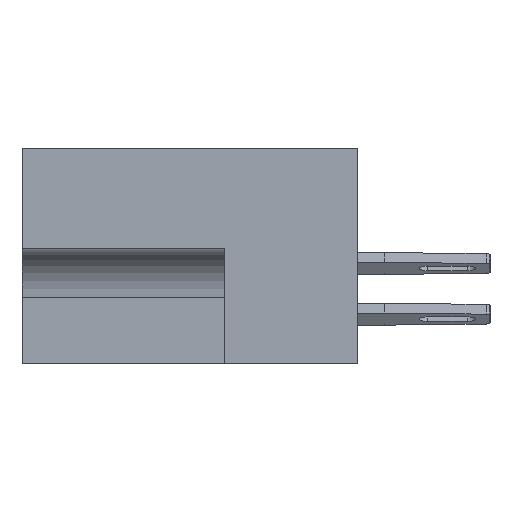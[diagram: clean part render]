
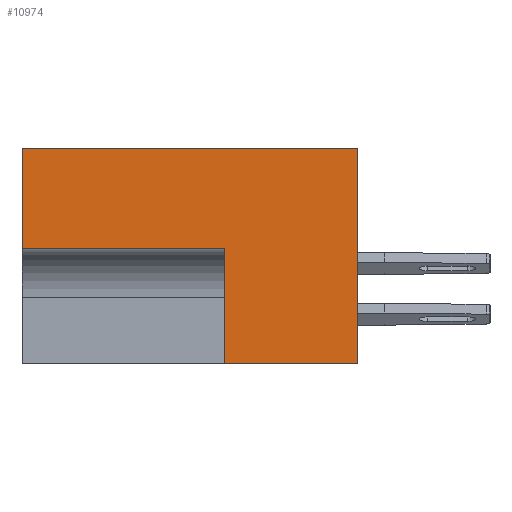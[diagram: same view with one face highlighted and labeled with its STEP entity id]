
A CAD part, left-side view. The second image highlights one B-rep face of the part: STEP entity #10974.
In plain terms, the highlighted planar face has unit normal (-1, 0, 0).
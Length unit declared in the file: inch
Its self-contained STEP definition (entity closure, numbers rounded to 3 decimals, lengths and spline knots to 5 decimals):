
#801 = ORIENTED_EDGE ( 'NONE', *, *, #10808, .F. ) ;
#865 = DIRECTION ( 'NONE',  ( 0., -1., 0. ) ) ;
#1648 = CARTESIAN_POINT ( 'NONE',  ( 0., 0., 0. ) ) ;
#1852 = CARTESIAN_POINT ( 'NONE',  ( 0., 0., -0.531 ) ) ;
#1967 = ORIENTED_EDGE ( 'NONE', *, *, #11155, .F. ) ;
#2378 = VERTEX_POINT ( 'NONE', #9557 ) ;
#2901 = EDGE_LOOP ( 'NONE', ( #801, #9975, #1967, #7173, #6704, #4244 ) ) ;
#3140 = EDGE_CURVE ( 'NONE', #14947, #10403, #9305, .T. ) ;
#3269 = EDGE_CURVE ( 'NONE', #5382, #13834, #11678, .T. ) ;
#3287 = CARTESIAN_POINT ( 'NONE',  ( 0., 0.453, 0. ) ) ;
#4244 = ORIENTED_EDGE ( 'NONE', *, *, #3269, .F. ) ;
#4306 = LINE ( 'NONE', #1648, #13108 ) ;
#4837 = EDGE_CURVE ( 'NONE', #6021, #2378, #13165, .T. ) ;
#5017 = VECTOR ( 'NONE', #10345, 39.37008 ) ;
#5206 = AXIS2_PLACEMENT_3D ( 'NONE', #3287, #14700, #13231 ) ;
#5215 = LINE ( 'NONE', #9974, #14401 ) ;
#5244 = DIRECTION ( 'NONE',  ( 0., 0., 1. ) ) ;
#5382 = VERTEX_POINT ( 'NONE', #6971 ) ;
#5507 = CARTESIAN_POINT ( 'NONE',  ( 0., 0., 0. ) ) ;
#6021 = VERTEX_POINT ( 'NONE', #14286 ) ;
#6704 = ORIENTED_EDGE ( 'NONE', *, *, #8323, .T. ) ;
#6971 = CARTESIAN_POINT ( 'NONE',  ( 0., 0.828, 0. ) ) ;
#7137 = PLANE ( 'NONE',  #5206 ) ;
#7173 = ORIENTED_EDGE ( 'NONE', *, *, #3140, .T. ) ;
#8158 = VECTOR ( 'NONE', #9790, 39.37008 ) ;
#8237 = CARTESIAN_POINT ( 'NONE',  ( 0., 0.328, -0.248 ) ) ;
#8323 = EDGE_CURVE ( 'NONE', #10403, #13834, #4306, .T. ) ;
#8947 = FACE_OUTER_BOUND ( 'NONE', #2901, .T. ) ;
#9305 = LINE ( 'NONE', #10964, #14992 ) ;
#9557 = CARTESIAN_POINT ( 'NONE',  ( 0., 0.828, -0.248 ) ) ;
#9790 = DIRECTION ( 'NONE',  ( 0., 0., 1. ) ) ;
#9974 = CARTESIAN_POINT ( 'NONE',  ( 0., 0.828, 0. ) ) ;
#9975 = ORIENTED_EDGE ( 'NONE', *, *, #4837, .F. ) ;
#10345 = DIRECTION ( 'NONE',  ( 0., -1., 0. ) ) ;
#10403 = VERTEX_POINT ( 'NONE', #1852 ) ;
#10499 = LINE ( 'NONE', #16015, #8158 ) ;
#10808 = EDGE_CURVE ( 'NONE', #2378, #5382, #5215, .T. ) ;
#10964 = CARTESIAN_POINT ( 'NONE',  ( 0., 0.453, -0.531 ) ) ;
#10974 = ADVANCED_FACE ( 'NONE', ( #8947 ), #7137, .F. ) ;
#11155 = EDGE_CURVE ( 'NONE', #14947, #6021, #10499, .T. ) ;
#11569 = DIRECTION ( 'NONE',  ( 0., 0., 1. ) ) ;
#11678 = LINE ( 'NONE', #13577, #5017 ) ;
#12601 = CARTESIAN_POINT ( 'NONE',  ( 0., 0.328, -0.531 ) ) ;
#13108 = VECTOR ( 'NONE', #11569, 39.37008 ) ;
#13165 = LINE ( 'NONE', #8237, #13756 ) ;
#13231 = DIRECTION ( 'NONE',  ( 0., 0., -1. ) ) ;
#13577 = CARTESIAN_POINT ( 'NONE',  ( 0., 0.453, 0. ) ) ;
#13756 = VECTOR ( 'NONE', #15923, 39.37008 ) ;
#13834 = VERTEX_POINT ( 'NONE', #5507 ) ;
#14286 = CARTESIAN_POINT ( 'NONE',  ( 0., 0.328, -0.248 ) ) ;
#14401 = VECTOR ( 'NONE', #5244, 39.37008 ) ;
#14700 = DIRECTION ( 'NONE',  ( 1., 0., 0. ) ) ;
#14947 = VERTEX_POINT ( 'NONE', #12601 ) ;
#14992 = VECTOR ( 'NONE', #865, 39.37008 ) ;
#15923 = DIRECTION ( 'NONE',  ( 0., 1., 0. ) ) ;
#16015 = CARTESIAN_POINT ( 'NONE',  ( 0., 0.328, -0.531 ) ) ;
